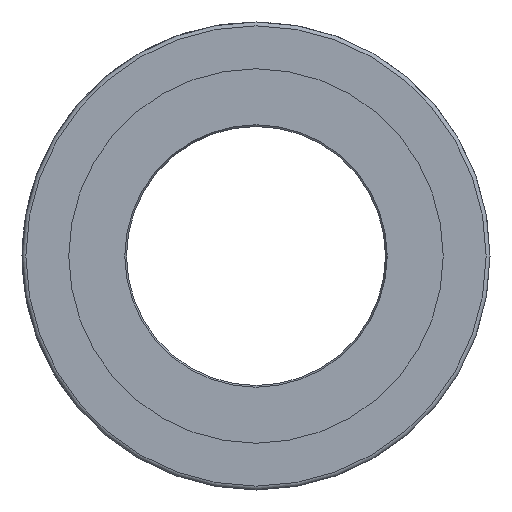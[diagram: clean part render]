
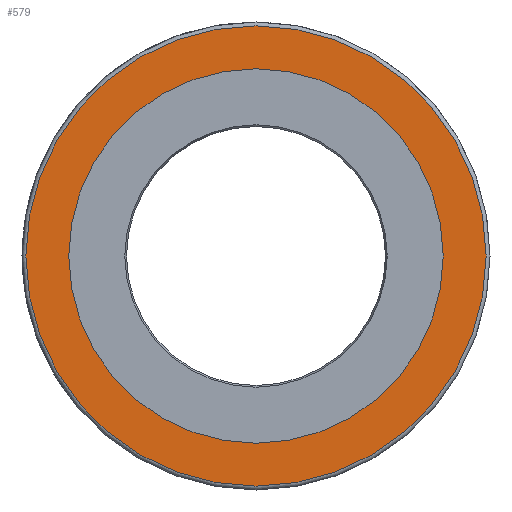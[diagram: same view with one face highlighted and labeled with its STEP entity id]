
A CAD part, left-side view. The second image highlights one B-rep face of the part: STEP entity #579.
In plain terms, the highlighted planar face has unit normal (-1, 0, 0).
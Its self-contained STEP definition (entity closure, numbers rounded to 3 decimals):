
#89=PLANE($,#651);
#143=FACE_BOUND($,#211,.T.);
#161=FACE_OUTER_BOUND($,#210,.T.);
#210=EDGE_LOOP($,(#463));
#211=EDGE_LOOP($,(#464));
#254=CIRCLE($,#627,16.226);
#263=CIRCLE($,#640,13.2);
#285=VERTEX_POINT($,#882);
#306=VERTEX_POINT($,#952);
#340=EDGE_CURVE($,#285,#285,#254,.T.);
#361=EDGE_CURVE($,#306,#306,#263,.T.);
#463=ORIENTED_EDGE($,*,*,#340,.T.);
#464=ORIENTED_EDGE($,*,*,#361,.T.);
#579=ADVANCED_FACE($,(#161,#143),#89,.F.);
#627=AXIS2_PLACEMENT_3D($,#883,#720,#721);
#640=AXIS2_PLACEMENT_3D($,#953,#746,#747);
#651=AXIS2_PLACEMENT_3D($,#979,#776,#777);
#720=DIRECTION('center_axis',(-1.,0.,0.));
#721=DIRECTION('ref_axis',(0.,0.,1.));
#746=DIRECTION('center_axis',(1.,0.,0.));
#747=DIRECTION('ref_axis',(0.,1.,0.));
#776=DIRECTION('center_axis',(1.,0.,0.));
#777=DIRECTION('ref_axis',(0.,0.,-1.));
#882=CARTESIAN_POINT('',(17.135,0.,-16.226));
#883=CARTESIAN_POINT('Origin',(17.135,0.,0.));
#952=CARTESIAN_POINT('',(17.135,-13.2,0.));
#953=CARTESIAN_POINT('Origin',(17.135,0.,0.));
#979=CARTESIAN_POINT('Origin',(17.135,14.713,0.));
